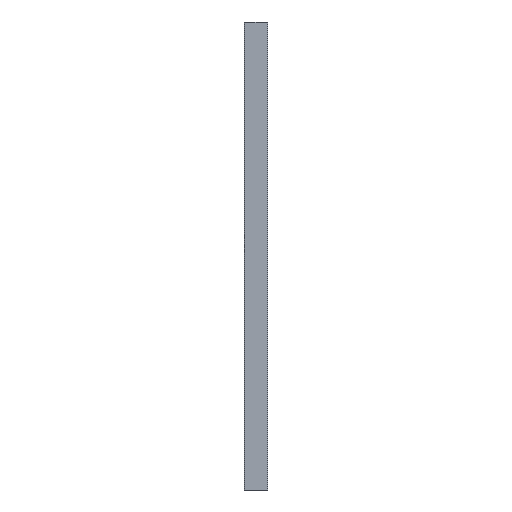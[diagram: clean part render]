
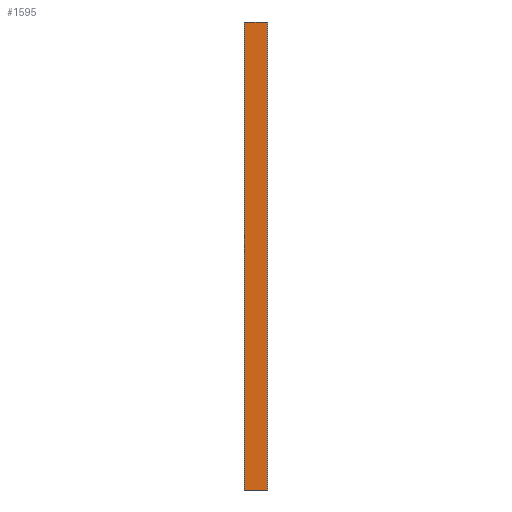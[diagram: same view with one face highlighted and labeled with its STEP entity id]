
A CAD part, front view. The second image highlights one B-rep face of the part: STEP entity #1595.
In plain terms, the highlighted planar face has unit normal (0, -1, 0).
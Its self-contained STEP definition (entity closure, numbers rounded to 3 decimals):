
#29 = CARTESIAN_POINT ( 'NONE',  ( -48.475, -0.75, 2000. ) ) ;
#95 = ORIENTED_EDGE ( 'NONE', *, *, #2087, .T. ) ;
#103 = CARTESIAN_POINT ( 'NONE',  ( -48.475, -0.75, 2000. ) ) ;
#232 = DIRECTION ( 'NONE',  ( 1., 0., 0. ) ) ;
#284 = ORIENTED_EDGE ( 'NONE', *, *, #2441, .T. ) ;
#338 = CARTESIAN_POINT ( 'NONE',  ( -48.475, -0.75, 2000. ) ) ;
#429 = CARTESIAN_POINT ( 'NONE',  ( 48.475, -0.75, 2000. ) ) ;
#431 = ORIENTED_EDGE ( 'NONE', *, *, #1880, .F. ) ;
#468 = LINE ( 'NONE', #29, #1994 ) ;
#495 = LINE ( 'NONE', #103, #2545 ) ;
#523 = VERTEX_POINT ( 'NONE', #338 ) ;
#579 = VERTEX_POINT ( 'NONE', #2318 ) ;
#616 = DIRECTION ( 'NONE',  ( -1., 0., 0. ) ) ;
#747 = EDGE_LOOP ( 'NONE', ( #284, #2160, #431, #95 ) ) ;
#1057 = EDGE_CURVE ( 'NONE', #1082, #1720, #1248, .T. ) ;
#1082 = VERTEX_POINT ( 'NONE', #2203 ) ;
#1099 = DIRECTION ( 'NONE',  ( 0., 0., -1. ) ) ;
#1194 = VECTOR ( 'NONE', #2000, 1000. ) ;
#1248 = LINE ( 'NONE', #429, #1194 ) ;
#1393 = PLANE ( 'NONE',  #2486 ) ;
#1595 = ADVANCED_FACE ( 'NONE', ( #1807 ), #1393, .F. ) ;
#1661 = CARTESIAN_POINT ( 'NONE',  ( -48.475, -0.75, 0. ) ) ;
#1670 = VECTOR ( 'NONE', #2464, 1000. ) ;
#1720 = VERTEX_POINT ( 'NONE', #1742 ) ;
#1742 = CARTESIAN_POINT ( 'NONE',  ( 48.475, -0.75, 0. ) ) ;
#1787 = CARTESIAN_POINT ( 'NONE',  ( -48.475, -0.75, 2000. ) ) ;
#1798 = DIRECTION ( 'NONE',  ( 0., 1., 0. ) ) ;
#1807 = FACE_OUTER_BOUND ( 'NONE', #747, .T. ) ;
#1880 = EDGE_CURVE ( 'NONE', #523, #1082, #468, .T. ) ;
#1994 = VECTOR ( 'NONE', #232, 1000. ) ;
#2000 = DIRECTION ( 'NONE',  ( 0., 0., -1. ) ) ;
#2087 = EDGE_CURVE ( 'NONE', #523, #579, #495, .T. ) ;
#2160 = ORIENTED_EDGE ( 'NONE', *, *, #1057, .F. ) ;
#2203 = CARTESIAN_POINT ( 'NONE',  ( 48.475, -0.75, 2000. ) ) ;
#2318 = CARTESIAN_POINT ( 'NONE',  ( -48.475, -0.75, 0. ) ) ;
#2327 = LINE ( 'NONE', #1661, #1670 ) ;
#2441 = EDGE_CURVE ( 'NONE', #579, #1720, #2327, .T. ) ;
#2464 = DIRECTION ( 'NONE',  ( 1., 0., 0. ) ) ;
#2486 = AXIS2_PLACEMENT_3D ( 'NONE', #1787, #1798, #616 ) ;
#2545 = VECTOR ( 'NONE', #1099, 1000. ) ;
